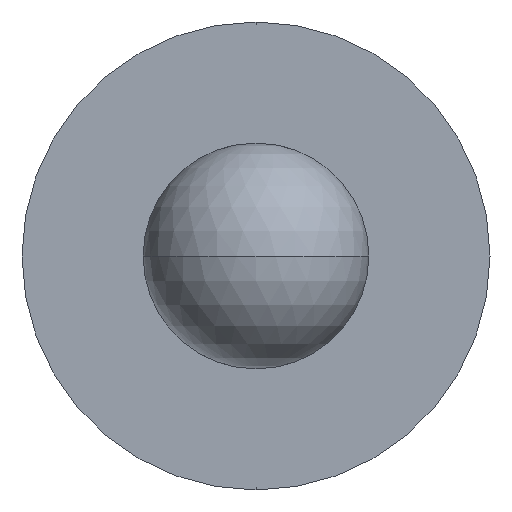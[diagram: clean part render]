
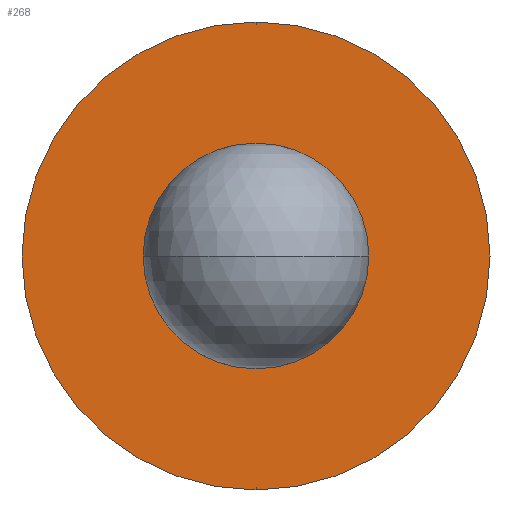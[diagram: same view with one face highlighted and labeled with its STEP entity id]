
A CAD part, front view. The second image highlights one B-rep face of the part: STEP entity #268.
In plain terms, the highlighted planar face has unit normal (0, -1, 0).
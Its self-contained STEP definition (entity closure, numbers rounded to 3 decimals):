
#13 = DIRECTION ( 'NONE',  ( 0., -1., 0. ) ) ;
#19 = EDGE_CURVE ( 'NONE', #144, #253, #277, .T. ) ;
#30 = CARTESIAN_POINT ( 'NONE',  ( 0., 20.2, 5.03 ) ) ;
#32 = CARTESIAN_POINT ( 'NONE',  ( 0., 20.2, 0. ) ) ;
#38 = EDGE_CURVE ( 'NONE', #253, #144, #291, .T. ) ;
#50 = PLANE ( 'NONE',  #120 ) ;
#58 = DIRECTION ( 'NONE',  ( 0., 0., -1. ) ) ;
#59 = AXIS2_PLACEMENT_3D ( 'NONE', #366, #294, #296 ) ;
#61 = DIRECTION ( 'NONE',  ( 0., -1., 0. ) ) ;
#63 = DIRECTION ( 'NONE',  ( 0., 0., -1. ) ) ;
#83 = DIRECTION ( 'NONE',  ( 0., 0., -1. ) ) ;
#90 = CARTESIAN_POINT ( 'NONE',  ( 0., 20.2, -5.03 ) ) ;
#104 = VERTEX_POINT ( 'NONE', #372 ) ;
#110 = AXIS2_PLACEMENT_3D ( 'NONE', #114, #115, #116 ) ;
#114 = CARTESIAN_POINT ( 'NONE',  ( 0., 20.2, 0. ) ) ;
#115 = DIRECTION ( 'NONE',  ( 0., -1., 0. ) ) ;
#116 = DIRECTION ( 'NONE',  ( 0., 0., -1. ) ) ;
#120 = AXIS2_PLACEMENT_3D ( 'NONE', #217, #61, #63 ) ;
#132 = ORIENTED_EDGE ( 'NONE', *, *, #361, .F. ) ;
#134 = CARTESIAN_POINT ( 'NONE',  ( 0., 20.2, 0. ) ) ;
#138 = ORIENTED_EDGE ( 'NONE', *, *, #38, .T. ) ;
#144 = VERTEX_POINT ( 'NONE', #90 ) ;
#153 = DIRECTION ( 'NONE',  ( 0., -1., 0. ) ) ;
#179 = ORIENTED_EDGE ( 'NONE', *, *, #285, .F. ) ;
#184 = ORIENTED_EDGE ( 'NONE', *, *, #19, .T. ) ;
#201 = AXIS2_PLACEMENT_3D ( 'NONE', #32, #13, #58 ) ;
#217 = CARTESIAN_POINT ( 'NONE',  ( 2.426, 20.2, 0. ) ) ;
#219 = EDGE_LOOP ( 'NONE', ( #184, #138 ) ) ;
#220 = EDGE_LOOP ( 'NONE', ( #132, #179 ) ) ;
#228 = AXIS2_PLACEMENT_3D ( 'NONE', #134, #153, #83 ) ;
#252 = VERTEX_POINT ( 'NONE', #353 ) ;
#253 = VERTEX_POINT ( 'NONE', #30 ) ;
#268 = ADVANCED_FACE ( 'NONE', ( #355, #365 ), #50, .T. ) ;
#277 = CIRCLE ( 'NONE', #228, 5.03 ) ;
#285 = EDGE_CURVE ( 'NONE', #104, #252, #356, .T. ) ;
#291 = CIRCLE ( 'NONE', #201, 5.03 ) ;
#294 = DIRECTION ( 'NONE',  ( 0., -1., 0. ) ) ;
#296 = DIRECTION ( 'NONE',  ( 0., 0., -1. ) ) ;
#353 = CARTESIAN_POINT ( 'NONE',  ( 0., 20.2, -2.426 ) ) ;
#355 = FACE_OUTER_BOUND ( 'NONE', #219, .T. ) ;
#356 = CIRCLE ( 'NONE', #110, 2.426 ) ;
#361 = EDGE_CURVE ( 'NONE', #252, #104, #397, .T. ) ;
#365 = FACE_BOUND ( 'NONE', #220, .T. ) ;
#366 = CARTESIAN_POINT ( 'NONE',  ( 0., 20.2, 0. ) ) ;
#372 = CARTESIAN_POINT ( 'NONE',  ( 0., 20.2, 2.426 ) ) ;
#397 = CIRCLE ( 'NONE', #59, 2.426 ) ;
